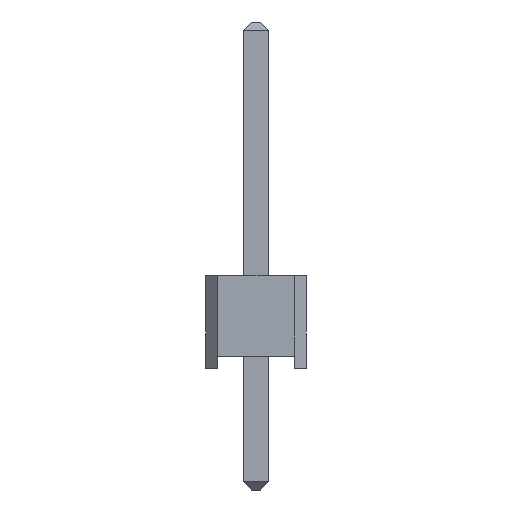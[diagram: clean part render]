
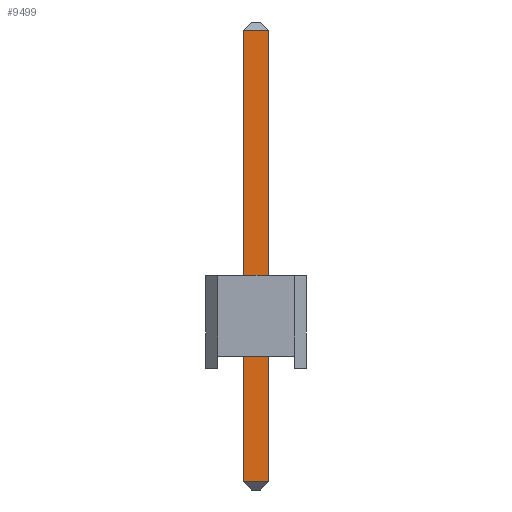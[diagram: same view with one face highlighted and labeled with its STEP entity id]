
A CAD part, left-side view. The second image highlights one B-rep face of the part: STEP entity #9499.
In plain terms, the highlighted planar face has unit normal (-1, 0, 0).
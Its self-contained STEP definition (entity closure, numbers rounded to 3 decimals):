
#9146 = PLANE('',#9147);
#9147 = AXIS2_PLACEMENT_3D('',#9148,#9149,#9150);
#9148 = CARTESIAN_POINT('',(-0.32,0.32,-3.));
#9149 = DIRECTION('',(-0.,1.,0.));
#9150 = DIRECTION('',(0.,0.,1.));
#9171 = VERTEX_POINT('',#9172);
#9172 = CARTESIAN_POINT('',(-0.32,0.32,-2.8));
#9198 = EDGE_CURVE('',#9171,#9199,#9201,.T.);
#9199 = VERTEX_POINT('',#9200);
#9200 = CARTESIAN_POINT('',(-0.32,0.32,8.34));
#9201 = SURFACE_CURVE('',#9202,(#9206,#9213),.PCURVE_S1.);
#9202 = LINE('',#9203,#9204);
#9203 = CARTESIAN_POINT('',(-0.32,0.32,-3.));
#9204 = VECTOR('',#9205,1.);
#9205 = DIRECTION('',(0.,-0.,1.));
#9206 = PCURVE('',#9146,#9207);
#9207 = DEFINITIONAL_REPRESENTATION('',(#9208),#9212);
#9208 = LINE('',#9209,#9210);
#9209 = CARTESIAN_POINT('',(0.,0.));
#9210 = VECTOR('',#9211,1.);
#9211 = DIRECTION('',(1.,0.));
#9212 = ( GEOMETRIC_REPRESENTATION_CONTEXT(2) 
PARAMETRIC_REPRESENTATION_CONTEXT() REPRESENTATION_CONTEXT('2D SPACE',''
  ) );
#9213 = PCURVE('',#9214,#9219);
#9214 = PLANE('',#9215);
#9215 = AXIS2_PLACEMENT_3D('',#9216,#9217,#9218);
#9216 = CARTESIAN_POINT('',(-0.32,-0.32,-3.));
#9217 = DIRECTION('',(-1.,0.,0.));
#9218 = DIRECTION('',(0.,0.,1.));
#9219 = DEFINITIONAL_REPRESENTATION('',(#9220),#9224);
#9220 = LINE('',#9221,#9222);
#9221 = CARTESIAN_POINT('',(0.,0.64));
#9222 = VECTOR('',#9223,1.);
#9223 = DIRECTION('',(1.,0.));
#9224 = ( GEOMETRIC_REPRESENTATION_CONTEXT(2) 
PARAMETRIC_REPRESENTATION_CONTEXT() REPRESENTATION_CONTEXT('2D SPACE',''
  ) );
#9326 = PLANE('',#9327);
#9327 = AXIS2_PLACEMENT_3D('',#9328,#9329,#9330);
#9328 = CARTESIAN_POINT('',(-0.22,-0.32,-2.9));
#9329 = DIRECTION('',(0.707,0.,0.707));
#9330 = DIRECTION('',(0.707,0.,-0.707));
#9359 = PLANE('',#9360);
#9360 = AXIS2_PLACEMENT_3D('',#9361,#9362,#9363);
#9361 = CARTESIAN_POINT('',(0.32,-0.32,-3.));
#9362 = DIRECTION('',(0.,-1.,0.));
#9363 = DIRECTION('',(0.,-0.,-1.));
#9439 = PLANE('',#9440);
#9440 = AXIS2_PLACEMENT_3D('',#9441,#9442,#9443);
#9441 = CARTESIAN_POINT('',(-0.22,-0.32,8.44));
#9442 = DIRECTION('',(-0.707,0.,0.707));
#9443 = DIRECTION('',(0.707,0.,0.707));
#9499 = ADVANCED_FACE('',(#9500),#9214,.T.);
#9500 = FACE_BOUND('',#9501,.T.);
#9501 = EDGE_LOOP('',(#9502,#9503,#9526,#9549));
#9502 = ORIENTED_EDGE('',*,*,#9198,.F.);
#9503 = ORIENTED_EDGE('',*,*,#9504,.T.);
#9504 = EDGE_CURVE('',#9171,#9505,#9507,.T.);
#9505 = VERTEX_POINT('',#9506);
#9506 = CARTESIAN_POINT('',(-0.32,-0.32,-2.8));
#9507 = SURFACE_CURVE('',#9508,(#9512,#9519),.PCURVE_S1.);
#9508 = LINE('',#9509,#9510);
#9509 = CARTESIAN_POINT('',(-0.32,-0.32,-2.8));
#9510 = VECTOR('',#9511,1.);
#9511 = DIRECTION('',(-0.,-1.,0.));
#9512 = PCURVE('',#9214,#9513);
#9513 = DEFINITIONAL_REPRESENTATION('',(#9514),#9518);
#9514 = LINE('',#9515,#9516);
#9515 = CARTESIAN_POINT('',(0.2,0.));
#9516 = VECTOR('',#9517,1.);
#9517 = DIRECTION('',(0.,-1.));
#9518 = ( GEOMETRIC_REPRESENTATION_CONTEXT(2) 
PARAMETRIC_REPRESENTATION_CONTEXT() REPRESENTATION_CONTEXT('2D SPACE',''
  ) );
#9519 = PCURVE('',#9326,#9520);
#9520 = DEFINITIONAL_REPRESENTATION('',(#9521),#9525);
#9521 = LINE('',#9522,#9523);
#9522 = CARTESIAN_POINT('',(-0.141,0.));
#9523 = VECTOR('',#9524,1.);
#9524 = DIRECTION('',(-0.,-1.));
#9525 = ( GEOMETRIC_REPRESENTATION_CONTEXT(2) 
PARAMETRIC_REPRESENTATION_CONTEXT() REPRESENTATION_CONTEXT('2D SPACE',''
  ) );
#9526 = ORIENTED_EDGE('',*,*,#9527,.T.);
#9527 = EDGE_CURVE('',#9505,#9528,#9530,.T.);
#9528 = VERTEX_POINT('',#9529);
#9529 = CARTESIAN_POINT('',(-0.32,-0.32,8.34));
#9530 = SURFACE_CURVE('',#9531,(#9535,#9542),.PCURVE_S1.);
#9531 = LINE('',#9532,#9533);
#9532 = CARTESIAN_POINT('',(-0.32,-0.32,-3.));
#9533 = VECTOR('',#9534,1.);
#9534 = DIRECTION('',(0.,0.,1.));
#9535 = PCURVE('',#9214,#9536);
#9536 = DEFINITIONAL_REPRESENTATION('',(#9537),#9541);
#9537 = LINE('',#9538,#9539);
#9538 = CARTESIAN_POINT('',(0.,0.));
#9539 = VECTOR('',#9540,1.);
#9540 = DIRECTION('',(1.,0.));
#9541 = ( GEOMETRIC_REPRESENTATION_CONTEXT(2) 
PARAMETRIC_REPRESENTATION_CONTEXT() REPRESENTATION_CONTEXT('2D SPACE',''
  ) );
#9542 = PCURVE('',#9359,#9543);
#9543 = DEFINITIONAL_REPRESENTATION('',(#9544),#9548);
#9544 = LINE('',#9545,#9546);
#9545 = CARTESIAN_POINT('',(-0.,-0.64));
#9546 = VECTOR('',#9547,1.);
#9547 = DIRECTION('',(-1.,0.));
#9548 = ( GEOMETRIC_REPRESENTATION_CONTEXT(2) 
PARAMETRIC_REPRESENTATION_CONTEXT() REPRESENTATION_CONTEXT('2D SPACE',''
  ) );
#9549 = ORIENTED_EDGE('',*,*,#9550,.T.);
#9550 = EDGE_CURVE('',#9528,#9199,#9551,.T.);
#9551 = SURFACE_CURVE('',#9552,(#9556,#9563),.PCURVE_S1.);
#9552 = LINE('',#9553,#9554);
#9553 = CARTESIAN_POINT('',(-0.32,-0.32,8.34));
#9554 = VECTOR('',#9555,1.);
#9555 = DIRECTION('',(0.,1.,-0.));
#9556 = PCURVE('',#9214,#9557);
#9557 = DEFINITIONAL_REPRESENTATION('',(#9558),#9562);
#9558 = LINE('',#9559,#9560);
#9559 = CARTESIAN_POINT('',(11.34,0.));
#9560 = VECTOR('',#9561,1.);
#9561 = DIRECTION('',(0.,1.));
#9562 = ( GEOMETRIC_REPRESENTATION_CONTEXT(2) 
PARAMETRIC_REPRESENTATION_CONTEXT() REPRESENTATION_CONTEXT('2D SPACE',''
  ) );
#9563 = PCURVE('',#9439,#9564);
#9564 = DEFINITIONAL_REPRESENTATION('',(#9565),#9569);
#9565 = LINE('',#9566,#9567);
#9566 = CARTESIAN_POINT('',(-0.141,0.));
#9567 = VECTOR('',#9568,1.);
#9568 = DIRECTION('',(0.,1.));
#9569 = ( GEOMETRIC_REPRESENTATION_CONTEXT(2) 
PARAMETRIC_REPRESENTATION_CONTEXT() REPRESENTATION_CONTEXT('2D SPACE',''
  ) );
